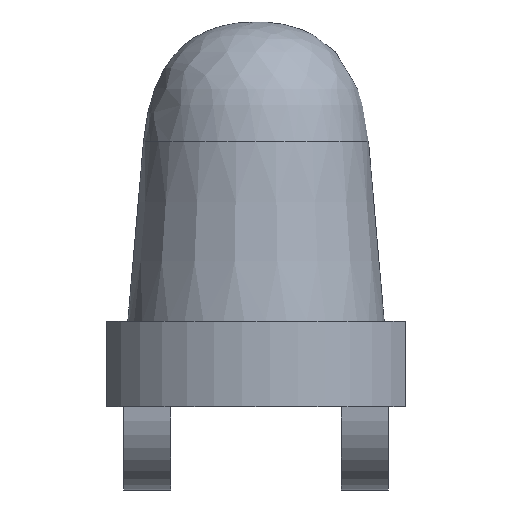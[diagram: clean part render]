
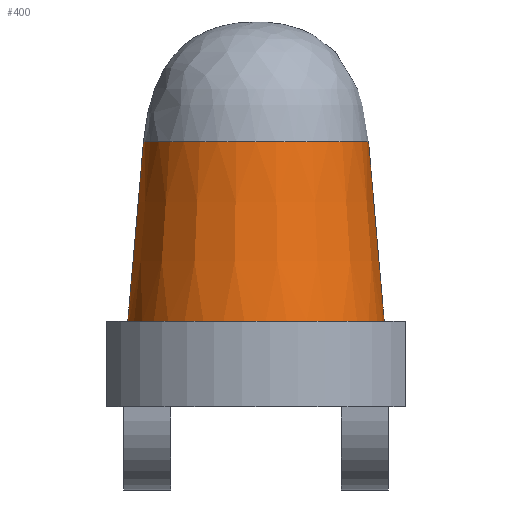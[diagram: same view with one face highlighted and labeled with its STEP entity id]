
A CAD part, front view. The second image highlights one B-rep face of the part: STEP entity #400.
In plain terms, the highlighted conical face has half-angle 5 degrees and reference radius 1.408 mm.
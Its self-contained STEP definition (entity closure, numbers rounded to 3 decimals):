
#16=CONICAL_SURFACE('',#448,1.408,0.087);
#41=CIRCLE('',#435,1.5);
#42=CIRCLE('',#436,1.5);
#47=CIRCLE('',#449,1.316);
#48=CIRCLE('',#450,1.316);
#66=FACE_OUTER_BOUND('',#89,.T.);
#89=EDGE_LOOP('',(#333,#334,#335,#336,#337,#338));
#128=LINE('',#661,#165);
#165=VECTOR('',#546,1.408);
#188=VERTEX_POINT('',#618);
#189=VERTEX_POINT('',#619);
#202=VERTEX_POINT('',#660);
#203=VERTEX_POINT('',#662);
#231=EDGE_CURVE('',#188,#189,#41,.T.);
#232=EDGE_CURVE('',#189,#188,#42,.T.);
#251=EDGE_CURVE('',#189,#202,#128,.T.);
#252=EDGE_CURVE('',#202,#203,#47,.T.);
#253=EDGE_CURVE('',#203,#202,#48,.T.);
#333=ORIENTED_EDGE('',*,*,#231,.F.);
#334=ORIENTED_EDGE('',*,*,#232,.F.);
#335=ORIENTED_EDGE('',*,*,#251,.T.);
#336=ORIENTED_EDGE('',*,*,#252,.T.);
#337=ORIENTED_EDGE('',*,*,#253,.T.);
#338=ORIENTED_EDGE('',*,*,#251,.F.);
#400=ADVANCED_FACE('',(#66),#16,.T.);
#435=AXIS2_PLACEMENT_3D('',#620,#504,#505);
#436=AXIS2_PLACEMENT_3D('',#621,#506,#507);
#448=AXIS2_PLACEMENT_3D('',#659,#544,#545);
#449=AXIS2_PLACEMENT_3D('',#663,#547,#548);
#450=AXIS2_PLACEMENT_3D('',#664,#549,#550);
#504=DIRECTION('center_axis',(0.,0.,-1.));
#505=DIRECTION('ref_axis',(-1.,0.,0.));
#506=DIRECTION('center_axis',(0.,0.,-1.));
#507=DIRECTION('ref_axis',(-1.,0.,0.));
#544=DIRECTION('center_axis',(0.,0.,-1.));
#545=DIRECTION('ref_axis',(-1.,0.,0.));
#546=DIRECTION('',(-0.087,0.,0.996));
#547=DIRECTION('center_axis',(0.,0.,-1.));
#548=DIRECTION('ref_axis',(1.,0.,0.));
#549=DIRECTION('center_axis',(0.,0.,-1.));
#550=DIRECTION('ref_axis',(1.,0.,0.));
#618=CARTESIAN_POINT('',(-1.483,-0.225,0.));
#619=CARTESIAN_POINT('',(1.5,0.,0.));
#620=CARTESIAN_POINT('Origin',(0.,0.,0.));
#621=CARTESIAN_POINT('Origin',(0.,0.,0.));
#659=CARTESIAN_POINT('Origin',(0.,0.,1.05));
#660=CARTESIAN_POINT('',(1.316,0.,2.1));
#661=CARTESIAN_POINT('',(1.408,0.,1.05));
#662=CARTESIAN_POINT('',(-1.316,0.,2.1));
#663=CARTESIAN_POINT('Origin',(0.,0.,2.1));
#664=CARTESIAN_POINT('Origin',(0.,0.,2.1));
